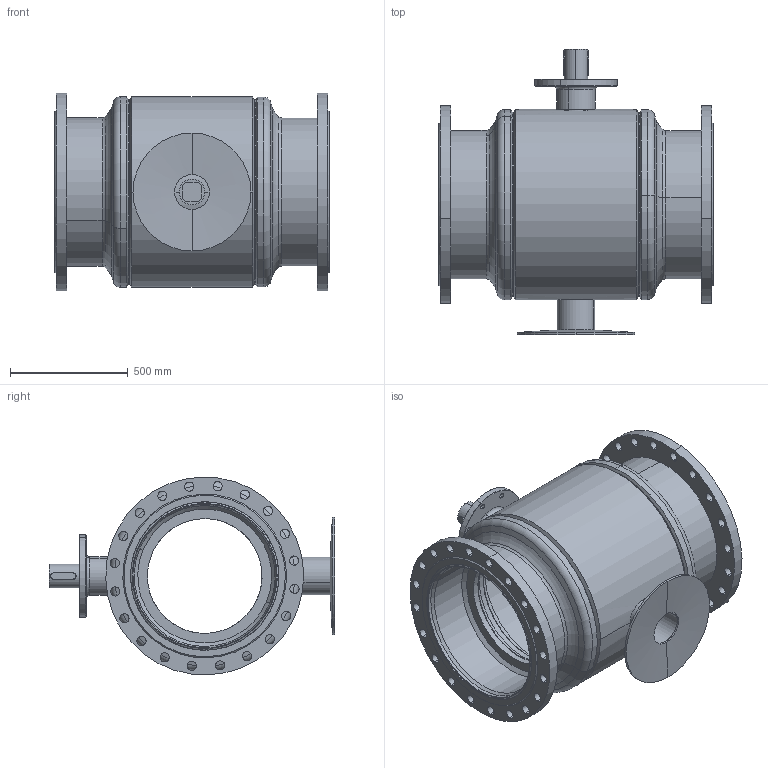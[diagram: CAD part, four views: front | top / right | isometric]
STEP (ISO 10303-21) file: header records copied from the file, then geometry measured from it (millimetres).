
FILE_DESCRIPTION (( 'STEP AP214' ), '1' );
FILE_NAME ('DN600法兰球阀PN16.STEP', '2023-10-08T08:06:07', ( '' ), ( '' ), 'SwSTEP 2.0', 'SolidWorks 2019', '' );
FILE_SCHEMA (( 'AUTOMOTIVE_DESIGN' ));
Length unit declared in the file: millimetre
Products named in the file (9): 600粣杶蜊傻; 600楊擘1.6; 600概裝; 600 晚概极; 600埴攫盓殤奪; DN600楊擘⑩概PN16; 600盓殤埴攫; 600Q367F16C-01; 600瑩
Assembly tree (11 placements, depth 2):
  DN600楊擘⑩概PN16
    600Q367F16C-01
    600粣杶蜊傻
    600 晚概极  x2
    600概裝
    600瑩  x2
    600埴攫盓殤奪
    600盓殤埴攫
    600楊擘1.6  x2
Bounding box: 1163 x 1211.76 x 839.58 mm (x, y, z)
Volume: 119931447.5 mm3; surface area: 8776417.1 mm2
Topology: 11 solids, 11 shells, 335 faces, 800 edges, 503 vertices
Faces by surface type: cylinder 202, cone 61, plane 58, torus 14
Entity records: 8486 total; most frequent: CARTESIAN_POINT 1928, DIRECTION 1329, ORIENTED_EDGE 1112, EDGE_CURVE 556, AXIS2_PLACEMENT_3D 554, VERTEX_POINT 349, EDGE_LOOP 315, CIRCLE 307
